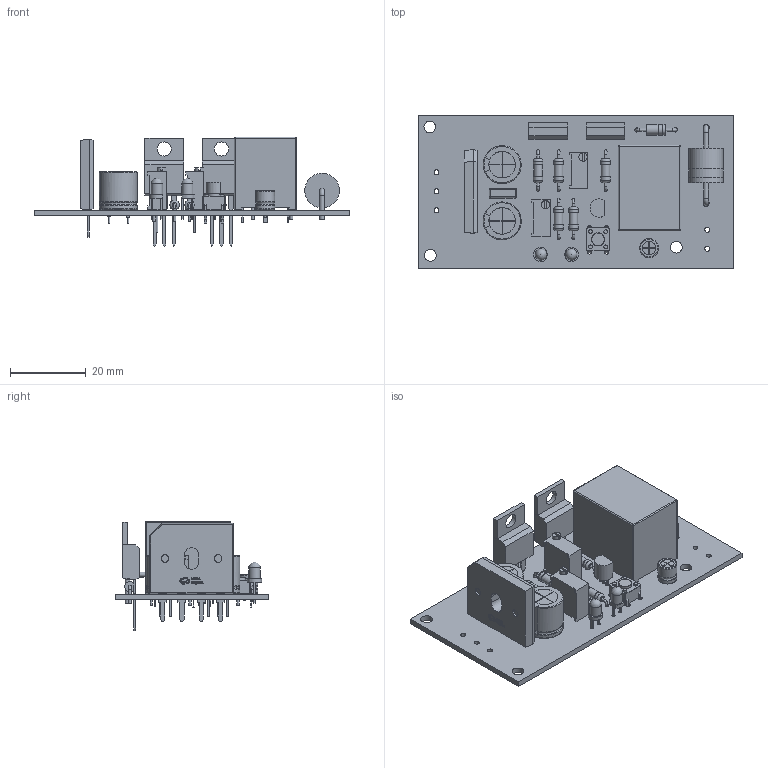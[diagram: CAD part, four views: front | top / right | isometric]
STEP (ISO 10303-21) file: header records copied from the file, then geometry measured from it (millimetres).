
FILE_DESCRIPTION(('KiCad electronic assembly'),'2;1');
FILE_NAME('12v autocut charger.step','2026-02-12T10:44:34',('Pcbnew'),( 'Kicad'),'Open CASCADE STEP processor 7.9','KiCad to STEP converter' ,'Unknown');
FILE_SCHEMA(('AUTOMOTIVE_DESIGN { 1 0 10303 214 1 1 1 1 }'));
Length unit declared in the file: millimetre
Products named in the file (15): 12v autocut charger 1; GBU_4P-L22.0-W3.6-P5.08; CP_Radial_D5.0mm_P2.00mm; CAP-TH_L7.2-W2.5-H6.5-P5.0; TO-220-3_Vertical; D_P600_R-6_P20.00mm_Horizontal; R_Axial_DIN0207_L6.3mm_D2.5mm_P10.16mm_Horizontal; D_DO-41_SOD81_P10.16mm_Horizontal; TO-92_Inline; LED_D3.0mm; CP_Radial_D10.0mm_P5.00mm; Potentiometer_Bourns_3296W_Vertical; Relay_SPDT_Omron-G5LE-1; SW_PUSH_6mm; 12v autocut charger_PCB
Assembly tree (22 placements, depth 2):
  12v autocut charger 1
    GBU_4P-L22.0-W3.6-P5.08
    CP_Radial_D5.0mm_P2.00mm
    CAP-TH_L7.2-W2.5-H6.5-P5.0
    TO-220-3_Vertical  x2
    D_P600_R-6_P20.00mm_Horizontal
    R_Axial_DIN0207_L6.3mm_D2.5mm_P10.16mm_Horizontal  x5
    D_DO-41_SOD81_P10.16mm_Horizontal
    TO-92_Inline
    LED_D3.0mm  x2
    CP_Radial_D10.0mm_P5.00mm  x2
    Potentiometer_Bourns_3296W_Vertical  x2
    Relay_SPDT_Omron-G5LE-1
    SW_PUSH_6mm
    12v autocut charger_PCB
Bounding box: 83.15 x 40.58 x 28.85 mm (x, y, z)
Volume: 17825.2 mm3; surface area: 15636.9 mm2
Topology: 22 solids, 25 shells, 1261 faces, 3189 edges, 2075 vertices
Faces by surface type: plane 752, cylinder 268, bspline 114, extrusion 73, torus 31, revolution 13, sphere 10
Full cylindrical faces by diameter (mm): 0.5 x2, 0.51 x6, 0.6 x20, 0.7 x4, 0.75 x5, 0.8 x22, 0.9 x4, 1 x8, 1.1 x12, 1.3 x14, 1.6 x2, 2.19 x2, 2.25 x5, 2.5 x10, 2.7 x2, 2.72 x1, 3 x2, 3.1 x3, 3.5 x1, 3.735 x2, 9.1 x2, 9.12 x1
Entity records: 41877 total; most frequent: CARTESIAN_POINT 9253, ORIENTED_EDGE 5404, DIRECTION 4632, EDGE_CURVE 2702, VECTOR 1913, LINE 1840, VERTEX_POINT 1768, AXIS2_PLACEMENT_3D 1355
